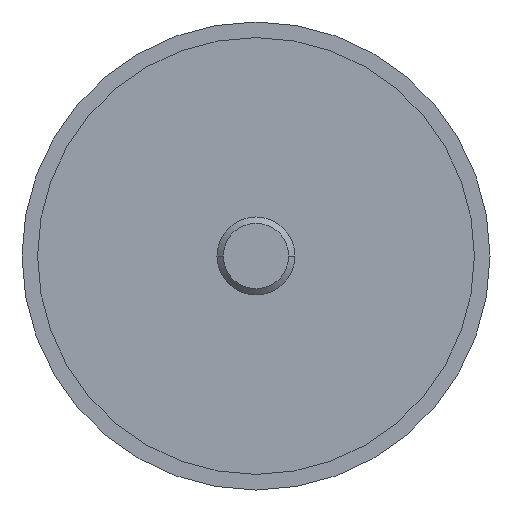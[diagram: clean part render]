
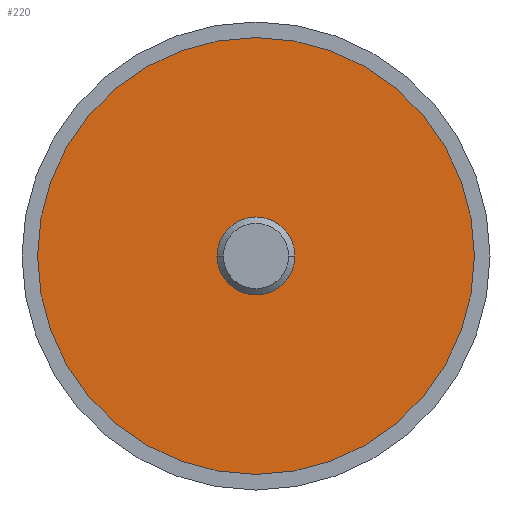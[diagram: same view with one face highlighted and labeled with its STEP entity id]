
A CAD part, front view. The second image highlights one B-rep face of the part: STEP entity #220.
In plain terms, the highlighted planar face has unit normal (0, -1, 0).
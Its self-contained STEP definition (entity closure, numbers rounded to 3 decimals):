
#170=EDGE_CURVE('',#242,#194,#419,.T.);
#194=VERTEX_POINT('',#446);
#212=EDGE_CURVE('',#342,#310,#466,.T.);
#220=ADVANCED_FACE('',(#477,#478),#479,.T.);
#242=VERTEX_POINT('',#503);
#302=EDGE_CURVE('',#310,#342,#572,.T.);
#310=VERTEX_POINT('',#582);
#326=EDGE_CURVE('',#194,#242,#599,.T.);
#342=VERTEX_POINT('',#617);
#419=CIRCLE('',#694,5.0);
#446=CARTESIAN_POINT('',(-5.0,0.0,0.));
#466=CIRCLE('',#754,28.0);
#477=FACE_BOUND('',#765,.T.);
#478=FACE_OUTER_BOUND('',#766,.T.);
#479=PLANE('',#767);
#503=CARTESIAN_POINT('',(5.0,0.0,0.));
#572=CIRCLE('',#886,28.0);
#582=CARTESIAN_POINT('',(-28.0,0.0,0.));
#599=CIRCLE('',#921,5.0);
#617=CARTESIAN_POINT('',(28.0,0.0,0.0));
#694=AXIS2_PLACEMENT_3D('',#1014,#1015,#1016);
#754=AXIS2_PLACEMENT_3D('',#1071,#1072,#1073);
#765=EDGE_LOOP('',(#1099,#1100));
#766=EDGE_LOOP('',(#1101,#1102));
#767=AXIS2_PLACEMENT_3D('',#1103,#1104,#1105);
#886=AXIS2_PLACEMENT_3D('',#1221,#1222,#1223);
#921=AXIS2_PLACEMENT_3D('',#1252,#1253,#1254);
#1014=CARTESIAN_POINT('',(0.0,0.0,0.0));
#1015=DIRECTION('',(-0.0,1.0,0.0));
#1016=DIRECTION('',(1.0,0.0,0.0));
#1071=CARTESIAN_POINT('',(0.0,0.0,0.0));
#1072=DIRECTION('',(0.0,-1.0,0.0));
#1073=DIRECTION('',(1.0,0.0,0.0));
#1099=ORIENTED_EDGE('',*,*,#326,.T.);
#1100=ORIENTED_EDGE('',*,*,#170,.T.);
#1101=ORIENTED_EDGE('',*,*,#212,.T.);
#1102=ORIENTED_EDGE('',*,*,#302,.T.);
#1103=CARTESIAN_POINT('',(0.0,0.0,0.0));
#1104=DIRECTION('',(0.0,-1.0,0.0));
#1105=DIRECTION('',(-1.0,0.0,0.0));
#1221=CARTESIAN_POINT('',(0.0,0.0,0.0));
#1222=DIRECTION('',(0.0,-1.0,0.0));
#1223=DIRECTION('',(1.0,0.0,0.0));
#1252=CARTESIAN_POINT('',(0.0,0.0,0.0));
#1253=DIRECTION('',(-0.0,1.0,0.0));
#1254=DIRECTION('',(1.0,0.0,0.0));
